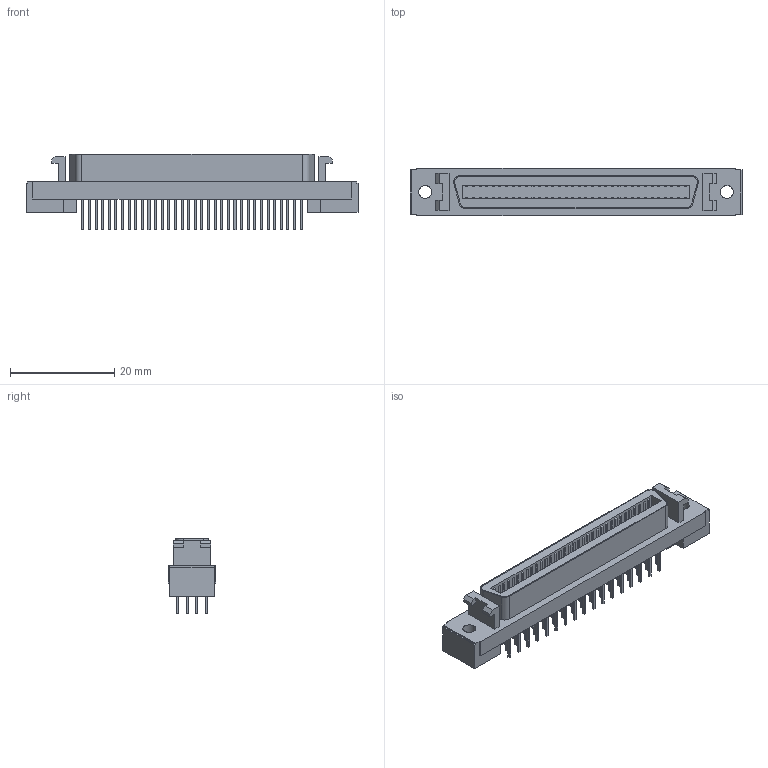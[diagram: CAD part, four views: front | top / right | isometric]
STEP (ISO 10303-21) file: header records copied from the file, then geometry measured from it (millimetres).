
FILE_DESCRIPTION(('CAx-IF Rec.Pracs.---Model Styling and Organization---1.5---2016-08-15','CAx-IF Rec.Pracs.---Geometric and Assembly Validation Properties---4.4---2016-08-17','CAx-IF Rec.Pracs.---User Defined Attributes---1.5---2016-08-15','CAx-IF Rec.Pracs.---External References---2.1---2005-01-19'),'2;1');
FILE_NAME('中文测试.stp','2022-02-05T18:15:52',('Unspecified'),('Unspecified'),'CAD Exchanger 3.9.2 (cadexchanger.com)','Unspecified','');
FILE_SCHEMA(('AUTOMOTIVE_DESIGN { 1 0 10303 214 1 1 1 1 }'));
Length unit declared in the file: millimetre
Products named in the file (1): Product
Bounding box: 63.75 x 9.14 x 14.58 mm (x, y, z)
Volume: 3374.3 mm3; surface area: 5642.4 mm2
Topology: 139 solids, 139 shells, 906 faces, 1896 edges, 1270 vertices
Faces by surface type: plane 484, bspline 408, cylinder 14
Full cylindrical faces by diameter (mm): 2.489 x2
Entity records: 24694 total; most frequent: CARTESIAN_POINT 5835, ORIENTED_EDGE 3792, DIRECTION 2740, EDGE_CURVE 1896, LINE 1694, VECTOR 1694, VERTEX_POINT 1270, FACE_BOUND 916
